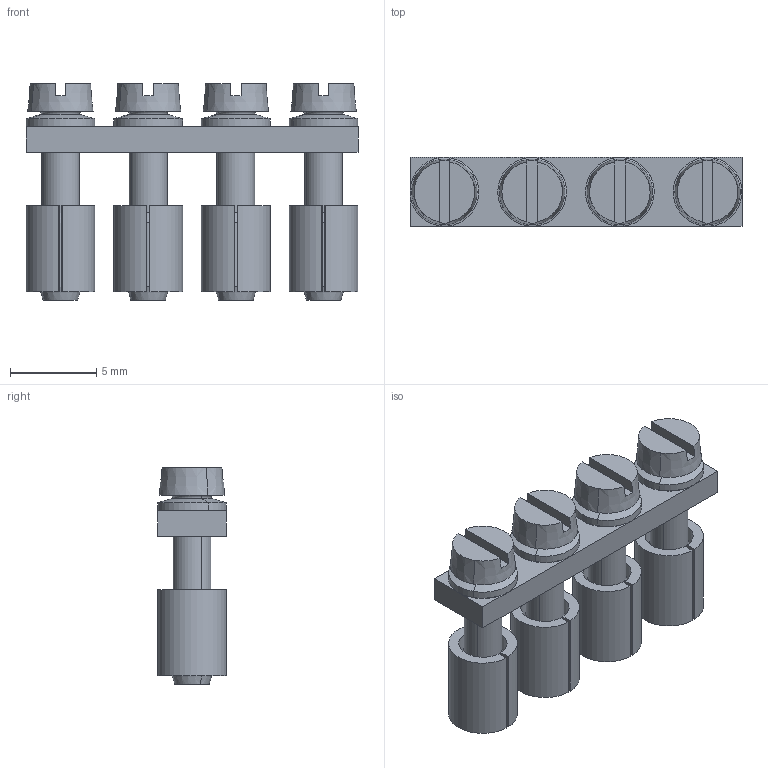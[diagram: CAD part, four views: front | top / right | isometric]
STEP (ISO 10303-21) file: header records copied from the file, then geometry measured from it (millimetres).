
FILE_DESCRIPTION(('CATIA V5 STEP Exchange','CAx-IF Rec.Pracs.--- Model Styling and Organization---1.4--- 2014-01-23'),'2;1');
FILE_NAME ('001892-2_1_0368400000_0368400000.stp','2021-12-06T09:46:01+00:00',('none'),('Weidmueller'),'CATIA Version 5-6 Release 2016 SP3 HF44','CATIA V5 STEP AP214','none');
FILE_SCHEMA(('AUTOMOTIVE_DESIGN { 1 0 10303 214 1 1 1 1 }'));
Length unit declared in the file: millimetre
Products named in the file (1): Q_4_AKZ1.5_AllCATPart
Bounding box: 19.3 x 4 x 12.6 mm (x, y, z)
Volume: 465.8 mm3; surface area: 1320.1 mm2
Topology: 13 solids, 13 shells, 154 faces, 324 edges, 200 vertices
Faces by surface type: plane 58, cylinder 48, cone 40, torus 8
Entity records: 3782 total; most frequent: CARTESIAN_POINT 679, ORIENTED_EDGE 648, DIRECTION 520, EDGE_CURVE 324, AXIS2_PLACEMENT_3D 275, VERTEX_POINT 200, EDGE_LOOP 174, CIRCLE 168
